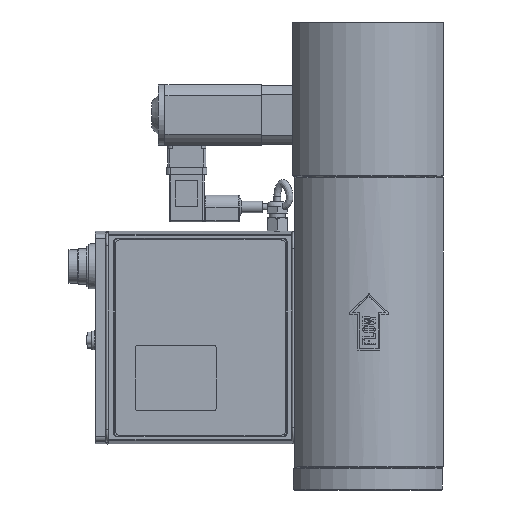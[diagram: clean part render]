
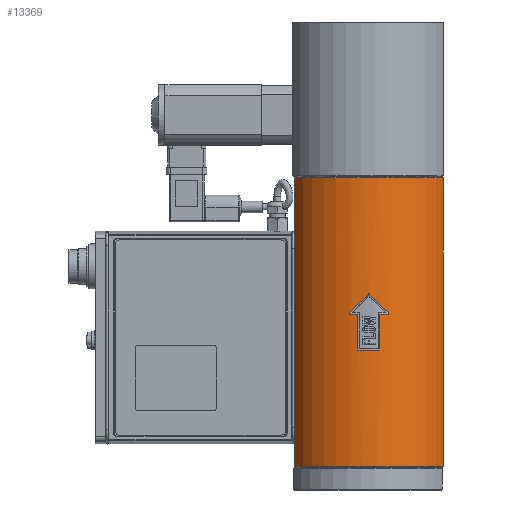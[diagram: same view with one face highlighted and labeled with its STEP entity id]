
A CAD part, left-side view. The second image highlights one B-rep face of the part: STEP entity #13369.
In plain terms, the highlighted cylindrical face has radius 37 mm (diameter 74 mm), a partial arc.
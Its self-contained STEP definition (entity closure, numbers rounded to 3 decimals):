
#436=B_SPLINE_CURVE_WITH_KNOTS('',3,(#22568,#22569,#22570,#22571,#22572,
#22573,#22574),.UNSPECIFIED.,.F.,.F.,(4,1,1,1,4),(-2.356,-1.683,
-1.01,-0.337,0.),.UNSPECIFIED.);
#437=B_SPLINE_CURVE_WITH_KNOTS('',3,(#22576,#22577,#22578,#22579),
 .UNSPECIFIED.,.F.,.F.,(4,4),(-0.226,0.),.UNSPECIFIED.);
#438=B_SPLINE_CURVE_WITH_KNOTS('',3,(#22581,#22582,#22583,#22584,#22585),
 .UNSPECIFIED.,.F.,.F.,(4,1,4),(-1.571,-0.785,0.),
 .UNSPECIFIED.);
#439=B_SPLINE_CURVE_WITH_KNOTS('',3,(#22587,#22588,#22589,#22590),
 .UNSPECIFIED.,.F.,.F.,(4,4),(-0.226,0.),.UNSPECIFIED.);
#440=B_SPLINE_CURVE_WITH_KNOTS('',3,(#22592,#22593,#22594,#22595,#22596,
#22597,#22598),.UNSPECIFIED.,.F.,.F.,(4,1,1,1,4),(-2.356,-1.683,
-1.01,-0.337,0.),.UNSPECIFIED.);
#656=FACE_BOUND('',#2457,.T.);
#1569=FACE_OUTER_BOUND('',#2456,.T.);
#2456=EDGE_LOOP('',(#10503,#10504,#10505,#10506));
#2457=EDGE_LOOP('',(#10507,#10508,#10509,#10510,#10511,#10512,#10513,#10514,
#10515,#10516));
#3333=LINE('',#22548,#4231);
#3336=LINE('',#22562,#4234);
#3337=LINE('',#22602,#4235);
#3338=LINE('',#22605,#4236);
#4231=VECTOR('',#17421,10.);
#4234=VECTOR('',#17434,10.);
#4235=VECTOR('',#17441,10.);
#4236=VECTOR('',#17444,10.);
#4983=CIRCLE('',#14609,37.);
#4988=CIRCLE('',#14618,37.);
#4989=CIRCLE('',#14619,37.);
#4990=CIRCLE('',#14620,37.);
#4991=CIRCLE('',#14621,37.);
#5955=VERTEX_POINT('',#22531);
#5956=VERTEX_POINT('',#22536);
#5957=VERTEX_POINT('',#22547);
#5963=VERTEX_POINT('',#22561);
#5964=VERTEX_POINT('',#22564);
#5965=VERTEX_POINT('',#22565);
#5966=VERTEX_POINT('',#22567);
#5967=VERTEX_POINT('',#22575);
#5968=VERTEX_POINT('',#22580);
#5969=VERTEX_POINT('',#22586);
#5970=VERTEX_POINT('',#22591);
#5971=VERTEX_POINT('',#22599);
#5972=VERTEX_POINT('',#22601);
#5973=VERTEX_POINT('',#22603);
#7543=EDGE_CURVE('',#5955,#5956,#4983,.T.);
#7547=EDGE_CURVE('',#5956,#5957,#3333,.T.);
#7554=EDGE_CURVE('',#5955,#5963,#3336,.T.);
#7555=EDGE_CURVE('',#5957,#5963,#4988,.T.);
#7556=EDGE_CURVE('',#5964,#5965,#4989,.T.);
#7557=EDGE_CURVE('',#5965,#5966,#436,.T.);
#7558=EDGE_CURVE('',#5966,#5967,#437,.T.);
#7559=EDGE_CURVE('',#5967,#5968,#438,.T.);
#7560=EDGE_CURVE('',#5968,#5969,#439,.T.);
#7561=EDGE_CURVE('',#5969,#5970,#440,.T.);
#7562=EDGE_CURVE('',#5970,#5971,#4990,.T.);
#7563=EDGE_CURVE('',#5971,#5972,#3337,.T.);
#7564=EDGE_CURVE('',#5972,#5973,#4991,.T.);
#7565=EDGE_CURVE('',#5973,#5964,#3338,.T.);
#10503=ORIENTED_EDGE('',*,*,#7543,.F.);
#10504=ORIENTED_EDGE('',*,*,#7554,.T.);
#10505=ORIENTED_EDGE('',*,*,#7555,.F.);
#10506=ORIENTED_EDGE('',*,*,#7547,.F.);
#10507=ORIENTED_EDGE('',*,*,#7556,.T.);
#10508=ORIENTED_EDGE('',*,*,#7557,.T.);
#10509=ORIENTED_EDGE('',*,*,#7558,.T.);
#10510=ORIENTED_EDGE('',*,*,#7559,.T.);
#10511=ORIENTED_EDGE('',*,*,#7560,.T.);
#10512=ORIENTED_EDGE('',*,*,#7561,.T.);
#10513=ORIENTED_EDGE('',*,*,#7562,.T.);
#10514=ORIENTED_EDGE('',*,*,#7563,.T.);
#10515=ORIENTED_EDGE('',*,*,#7564,.T.);
#10516=ORIENTED_EDGE('',*,*,#7565,.T.);
#12037=CYLINDRICAL_SURFACE('',#14617,37.);
#13369=ADVANCED_FACE('',(#1569,#656),#12037,.T.);
#14609=AXIS2_PLACEMENT_3D('',#22537,#17411,#17412);
#14617=AXIS2_PLACEMENT_3D('',#22560,#17432,#17433);
#14618=AXIS2_PLACEMENT_3D('',#22563,#17435,#17436);
#14619=AXIS2_PLACEMENT_3D('',#22566,#17437,#17438);
#14620=AXIS2_PLACEMENT_3D('',#22600,#17439,#17440);
#14621=AXIS2_PLACEMENT_3D('',#22604,#17442,#17443);
#17411=DIRECTION('center_axis',(0.,0.,
1.));
#17412=DIRECTION('ref_axis',(-1.,0.,0.));
#17421=DIRECTION('',(0.,0.,-1.));
#17432=DIRECTION('center_axis',(0.,0.,
-1.));
#17433=DIRECTION('ref_axis',(-1.,0.,0.));
#17434=DIRECTION('',(0.,0.,-1.));
#17435=DIRECTION('center_axis',(0.,0.,
-1.));
#17436=DIRECTION('ref_axis',(-1.,0.,0.));
#17437=DIRECTION('center_axis',(0.,0.,
-1.));
#17438=DIRECTION('ref_axis',(-1.,0.,0.));
#17439=DIRECTION('center_axis',(0.,0.,
-1.));
#17440=DIRECTION('ref_axis',(-1.,0.,0.));
#17441=DIRECTION('',(0.,0.,-1.));
#17442=DIRECTION('center_axis',(0.,0.,
-1.));
#17443=DIRECTION('ref_axis',(-1.,0.,0.));
#17444=DIRECTION('',(0.,0.,1.));
#22531=CARTESIAN_POINT('',(-17.685,23.2,7.2));
#22536=CARTESIAN_POINT('',(-15.708,-42.8,7.2));
#22537=CARTESIAN_POINT('Origin',(0.,-9.3,
7.2));
#22547=CARTESIAN_POINT('',(-15.708,-42.8,-121.5));
#22548=CARTESIAN_POINT('',(-15.708,-42.8,7.6));
#22560=CARTESIAN_POINT('Origin',(0.,-9.3,
7.6));
#22561=CARTESIAN_POINT('',(-17.685,23.2,-121.5));
#22562=CARTESIAN_POINT('',(-17.685,23.2,7.6));
#22563=CARTESIAN_POINT('Origin',(0.,-9.3,
-121.5));
#22564=CARTESIAN_POINT('',(-36.734,-4.87,-53.655));
#22565=CARTESIAN_POINT('',(-36.15,-1.415,-53.655));
#22566=CARTESIAN_POINT('Origin',(0.,-9.3,
-53.655));
#22567=CARTESIAN_POINT('',(-36.093,-1.156,-53.015));
#22568=CARTESIAN_POINT('Ctrl Pts',(-36.15,-1.415,
-53.655));
#22569=CARTESIAN_POINT('Ctrl Pts',(-36.132,-1.333,
-53.655));
#22570=CARTESIAN_POINT('Ctrl Pts',(-36.096,-1.169,
-53.596));
#22571=CARTESIAN_POINT('Ctrl Pts',(-36.064,-1.03,-53.37));
#22572=CARTESIAN_POINT('Ctrl Pts',(-36.07,-1.054,
-53.149));
#22573=CARTESIAN_POINT('Ctrl Pts',(-36.086,-1.127,
-53.045));
#22574=CARTESIAN_POINT('Ctrl Pts',(-36.093,-1.156,
-53.015));
#22575=CARTESIAN_POINT('',(-37.,-9.464,-44.64));
#22576=CARTESIAN_POINT('Ctrl Pts',(-36.093,-1.156,
-53.015));
#22577=CARTESIAN_POINT('Ctrl Pts',(-36.707,-3.879,
-50.223));
#22578=CARTESIAN_POINT('Ctrl Pts',(-37.012,-6.672,
-47.432));
#22579=CARTESIAN_POINT('Ctrl Pts',(-37.,-9.464,
-44.64));
#22580=CARTESIAN_POINT('',(-36.993,-9.994,-44.64));
#22581=CARTESIAN_POINT('Ctrl Pts',(-37.,-9.464,
-44.64));
#22582=CARTESIAN_POINT('Ctrl Pts',(-36.999,-9.534,-44.571));
#22583=CARTESIAN_POINT('Ctrl Pts',(-36.998,-9.729,
-44.49));
#22584=CARTESIAN_POINT('Ctrl Pts',(-36.995,-9.925,-44.571));
#22585=CARTESIAN_POINT('Ctrl Pts',(-36.993,-9.994,-44.64));
#22586=CARTESIAN_POINT('',(-35.894,-18.279,-53.015));
#22587=CARTESIAN_POINT('Ctrl Pts',(-36.993,-9.994,-44.64));
#22588=CARTESIAN_POINT('Ctrl Pts',(-36.941,-12.785,
-47.432));
#22589=CARTESIAN_POINT('Ctrl Pts',(-36.571,-15.57,
-50.223));
#22590=CARTESIAN_POINT('Ctrl Pts',(-35.894,-18.279,
-53.015));
#22591=CARTESIAN_POINT('',(-35.958,-18.021,-53.655));
#22592=CARTESIAN_POINT('Ctrl Pts',(-35.894,-18.279,
-53.015));
#22593=CARTESIAN_POINT('Ctrl Pts',(-35.88,-18.336,
-53.074));
#22594=CARTESIAN_POINT('Ctrl Pts',(-35.861,-18.411,
-53.235));
#22595=CARTESIAN_POINT('Ctrl Pts',(-35.875,-18.354,
-53.495));
#22596=CARTESIAN_POINT('Ctrl Pts',(-35.918,-18.185,
-53.634));
#22597=CARTESIAN_POINT('Ctrl Pts',(-35.948,-18.062,
-53.655));
#22598=CARTESIAN_POINT('Ctrl Pts',(-35.958,-18.021,
-53.655));
#22599=CARTESIAN_POINT('',(-36.621,-14.581,-53.655));
#22600=CARTESIAN_POINT('Origin',(0.,-9.3,
-53.655));
#22601=CARTESIAN_POINT('',(-36.621,-14.581,-69.53));
#22602=CARTESIAN_POINT('',(-36.621,-14.581,7.6));
#22603=CARTESIAN_POINT('',(-36.734,-4.87,-69.53));
#22604=CARTESIAN_POINT('Origin',(0.,-9.3,
-69.53));
#22605=CARTESIAN_POINT('',(-36.734,-4.87,7.6));
